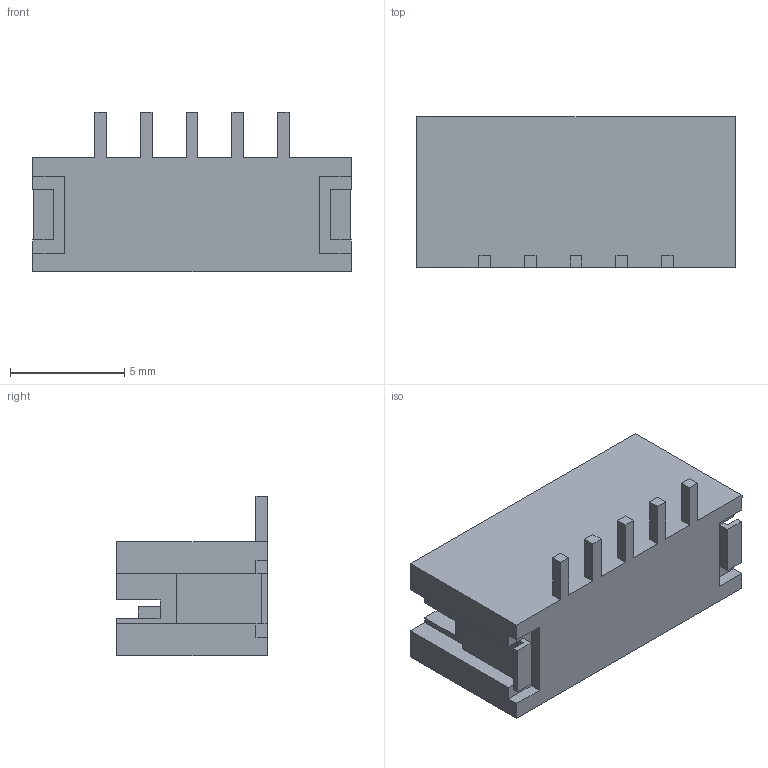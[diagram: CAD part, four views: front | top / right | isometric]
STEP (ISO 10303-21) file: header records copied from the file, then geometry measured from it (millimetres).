
FILE_DESCRIPTION (( 'STEP AP214' ), '1' );
FILE_NAME ('B5B-PH-SM4.STEP', '2010-06-14T04:39:53', ( ' ' ), ( ' ' ), 'SwSTEP 2.0', 'SolidWorks 2005235', '' );
FILE_SCHEMA (( 'AUTOMOTIVE_DESIGN' ));
Length unit declared in the file: millimetre
Products named in the file (1): B5B-PH-SM4
Bounding box: 13.95 x 6.6 x 7 mm (x, y, z)
Volume: 251.5 mm3; surface area: 559.6 mm2
Topology: 1 solids, 1 shells, 103 faces, 282 edges, 186 vertices
Faces by surface type: plane 103
Entity records: 4344 total; most frequent: CARTESIAN_POINT 572, ORIENTED_EDGE 564, DIRECTION 490, EDGE_CURVE 282, VECTOR 282, LINE 282, VERTEX_POINT 186, EDGE_LOOP 108
